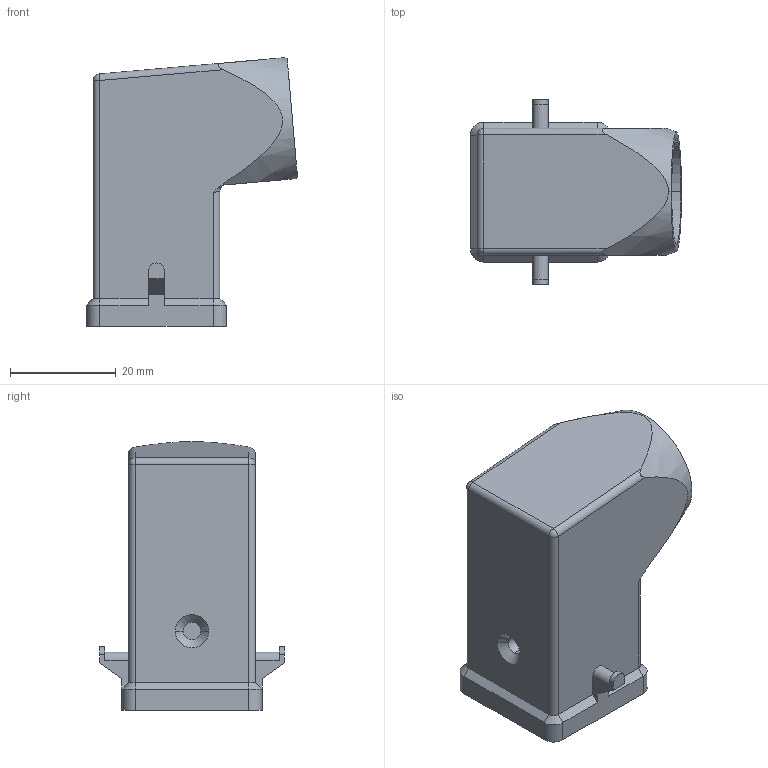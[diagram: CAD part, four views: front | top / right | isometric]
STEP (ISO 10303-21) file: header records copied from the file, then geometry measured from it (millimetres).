
FILE_DESCRIPTION(('Creo Elements/Direct Modeling STEP Export'),'2;1');
FILE_NAME('0ln7uvk53co2u6g1948','2020-06-25T16:11:49',(''),(''),'Creo Elements/Direct Modeling STEP processor for AP214 (Solid Model)','Creo Elements/Direct Modeling 20.1B 02-Apr-2019 (C) Parametric Technology GmbH','');
FILE_SCHEMA(('AUTOMOTIVE_DESIGN { 1 0 10303 214 1 1 1 1 }'));
Length unit declared in the file: millimetre
Products named in the file (1): MKGH VA20
Bounding box: 39.96 x 35 x 50.84 mm (x, y, z)
Volume: 9969.6 mm3; surface area: 12014.5 mm2
Topology: 1 solids, 1 shells, 156 faces, 412 edges, 269 vertices
Faces by surface type: plane 91, cylinder 52, cone 9, sphere 2, bspline 2
Entity records: 4936 total; most frequent: CARTESIAN_POINT 1087, ORIENTED_EDGE 824, DIRECTION 771, EDGE_CURVE 412, VECTOR 269, LINE 269, VERTEX_POINT 269, AXIS2_PLACEMENT_3D 251
